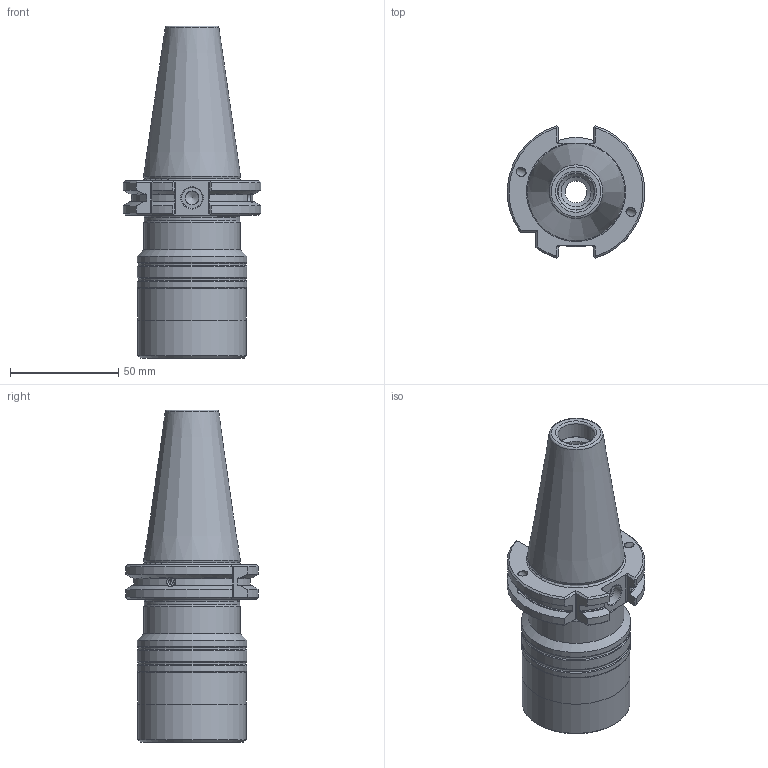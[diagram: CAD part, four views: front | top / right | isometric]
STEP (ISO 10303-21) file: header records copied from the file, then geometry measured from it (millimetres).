
FILE_DESCRIPTION(/* description */ (''),/* implementation_level */ '2;1');
FILE_NAME(/* name */ '424014053.stp',/* time_stamp */ '2021-01-08T12:44:02',/* author */ ('LRA'),/* organization */ ('REGO-FIX'),/* preprocessor_version */ ' Unknown',/* originating_system */ 'SIEMENS PLM Software Solid Edge ST10',/* authorization */ 'Unknown');
FILE_SCHEMA (('AUTOMOTIVE_DESIGN { 1 0 10303 214 2 1 1}'));
Length unit declared in the file: millimetre
Products named in the file (1): NOCUT
Bounding box: 63.35 x 61.01 x 153.25 mm (x, y, z)
Volume: 166597 mm3; surface area: 37418.4 mm2
Topology: 1 solids, 1 shells, 147 faces, 396 edges, 249 vertices
Faces by surface type: cylinder 50, plane 44, cone 35, torus 17, bspline 1
Full cylindrical faces by diameter (mm): 3.242 x4, 3.9 x2, 6 x1, 10 x1, 10.106 x1, 13.834 x1, 13.835 x1, 17 x1, 30.5 x1, 43.95 x1, 44.45 x1, 50 x2, 50.5 x3
Entity records: 5459 total; most frequent: CARTESIAN_POINT 1094, DIRECTION 667, ORIENTED_EDGE 652, EDGE_CURVE 326, AXIS2_PLACEMENT_3D 277, VERTEX_POINT 233, FACE_BOUND 209, EDGE_LOOP 206
